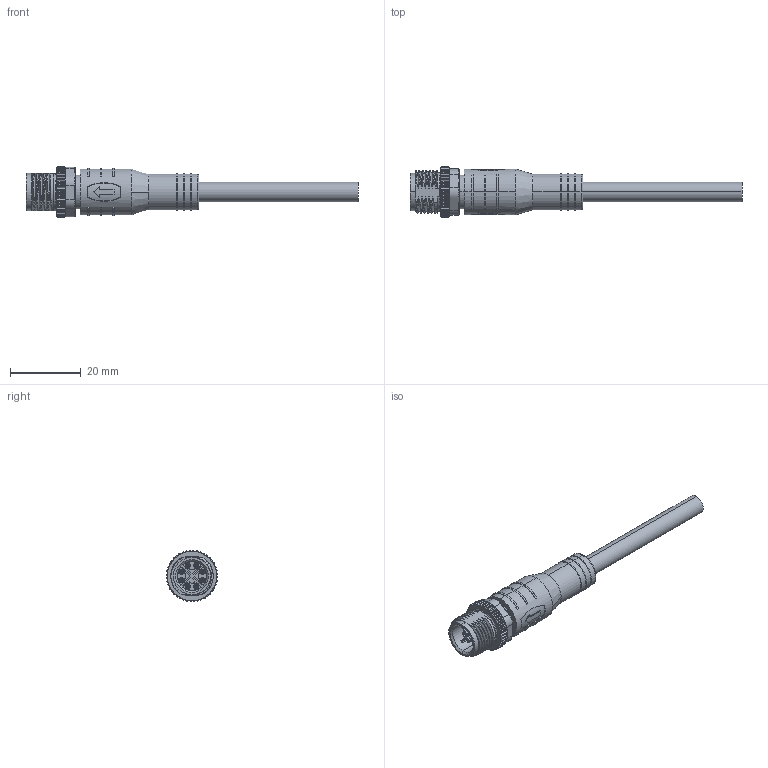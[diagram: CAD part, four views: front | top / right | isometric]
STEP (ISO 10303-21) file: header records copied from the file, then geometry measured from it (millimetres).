
FILE_DESCRIPTION (( 'STEP AP203' ), '1' );
FILE_NAME ('P131.STEP', '2020-05-12T01:45:10', ( 'edpusr' ), ( 'Microsoft' ), 'SwSTEP 2.0', 'SolidWorks 2015', '' );
FILE_SCHEMA (( 'CONFIG_CONTROL_DESIGN' ));
Length unit declared in the file: millimetre
Products named in the file (1): P131
Bounding box: 93.9 x 14.49 x 14.49 mm (x, y, z)
Volume: 5898.2 mm3; surface area: 5130.6 mm2
Topology: 1 solids, 13 shells, 1224 faces, 3244 edges, 2093 vertices
Faces by surface type: plane 502, cylinder 428, bspline 103, cone 95, torus 80, sphere 16
Entity records: 49831 total; most frequent: CARTESIAN_POINT 20388, ORIENTED_EDGE 6440, DIRECTION 5894, EDGE_CURVE 3220, AXIS2_PLACEMENT_3D 2210, VERTEX_POINT 2077, LINE 1474, VECTOR 1474
